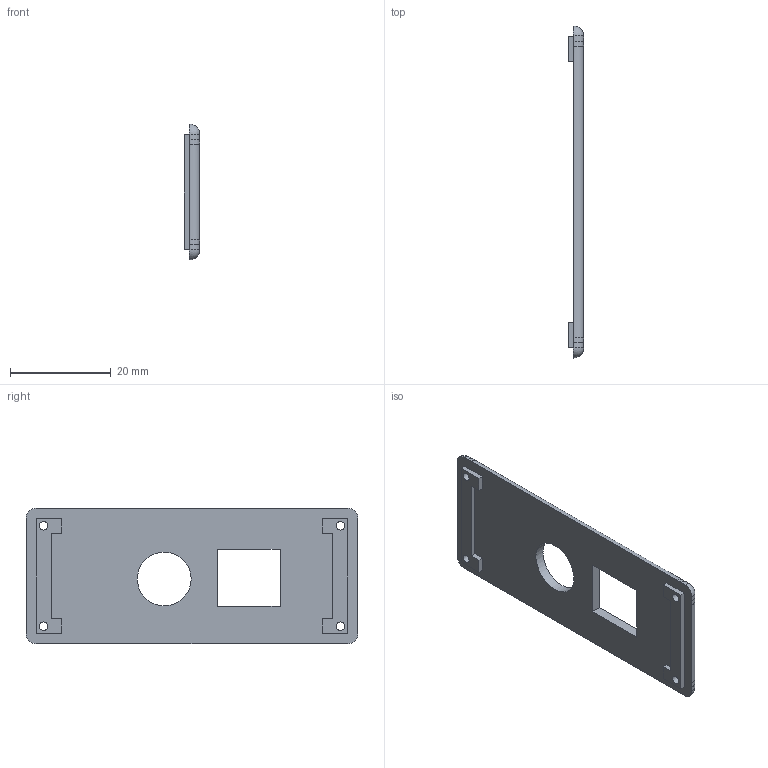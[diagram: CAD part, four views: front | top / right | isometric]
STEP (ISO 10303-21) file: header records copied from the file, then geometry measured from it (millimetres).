
FILE_DESCRIPTION(('FreeCAD Model'),'2;1');
FILE_NAME('Open CASCADE Shape Model','2024-05-18T12:38:00',(''),(''), 'Open CASCADE STEP processor 7.7','FreeCAD','Unknown');
FILE_SCHEMA(('AUTOMOTIVE_DESIGN { 1 0 10303 214 1 1 1 1 }'));
Length unit declared in the file: millimetre
Products named in the file (1): receiver_uno_cover
Bounding box: 3 x 66 x 27 mm (x, y, z)
Volume: 3045.7 mm3; surface area: 3654.1 mm2
Topology: 1 solids, 1 shells, 77 faces, 192 edges, 115 vertices
Faces by surface type: plane 37, cylinder 26, bspline 10, sphere 4
Full cylindrical faces by diameter (mm): 1.7 x4, 3.2 x4, 10.7 x1
Entity records: 5014 total; most frequent: CARTESIAN_POINT 1267, DIRECTION 683, LINE 421, VECTOR 421, ORIENTED_EDGE 376, PCURVE 376, DEFINITIONAL_REPRESENTATION 376, EDGE_CURVE 188
